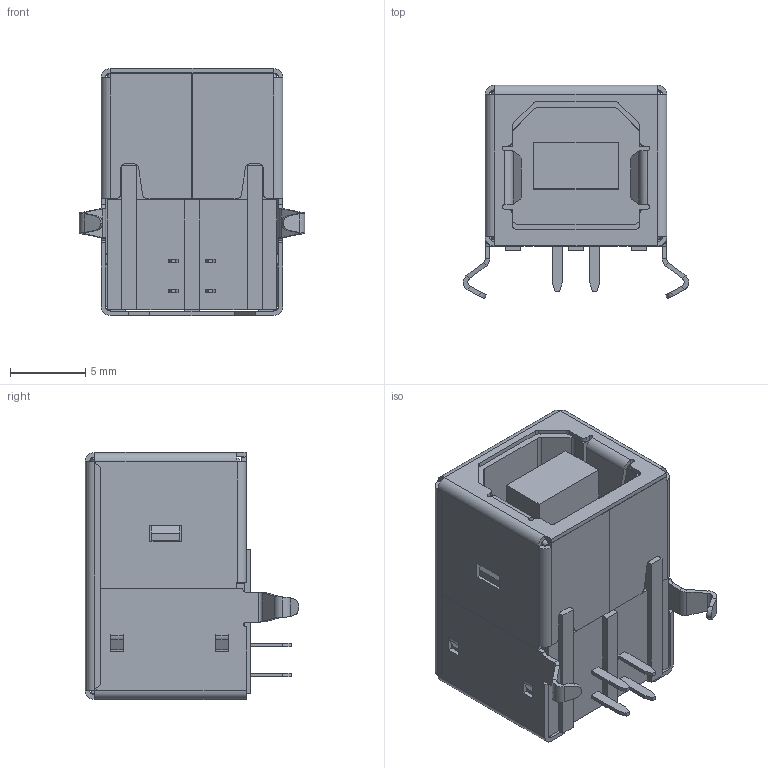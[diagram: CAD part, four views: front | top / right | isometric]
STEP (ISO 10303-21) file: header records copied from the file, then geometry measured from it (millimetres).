
FILE_DESCRIPTION(('STEP AP242'),'1');
FILE_NAME('uj2-bh-bl1-th.stp','2021-01-24T23:42:30',('TraceParts'),('TraceParts S.A.'),'Spatial InterOp 3D',' ',' ');
FILE_SCHEMA(('AP242_MANAGED_MODEL_BASED_3D_ENGINEERING_MIM_LF {1 0 10303 442 1 1 4}'));
Length unit declared in the file: millimetre
Products named in the file (1): uj2-bh-bl1-th
Bounding box: 15 x 14.2 x 16.45 mm (x, y, z)
Volume: 1538.3 mm3; surface area: 3107.1 mm2
Topology: 1 solids, 1 shells, 428 faces, 1228 edges, 795 vertices
Faces by surface type: plane 308, cylinder 105, bspline 12, sphere 3
Entity records: 18022 total; most frequent: CARTESIAN_POINT 3294, ORIENTED_EDGE 2450, DIRECTION 2210, EDGE_CURVE 1225, LINE 1004, VECTOR 1004, VERTEX_POINT 795, AXIS2_PLACEMENT_3D 603
